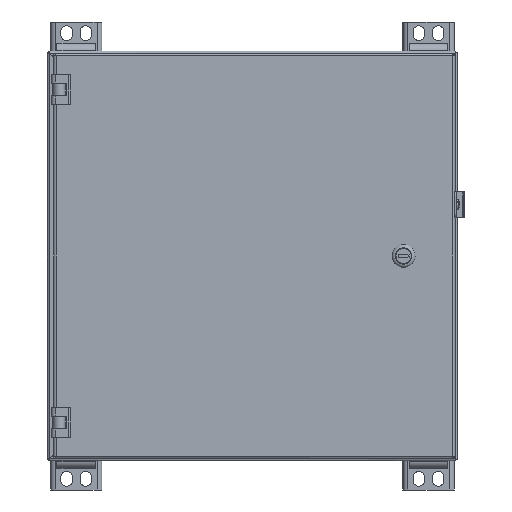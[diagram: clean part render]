
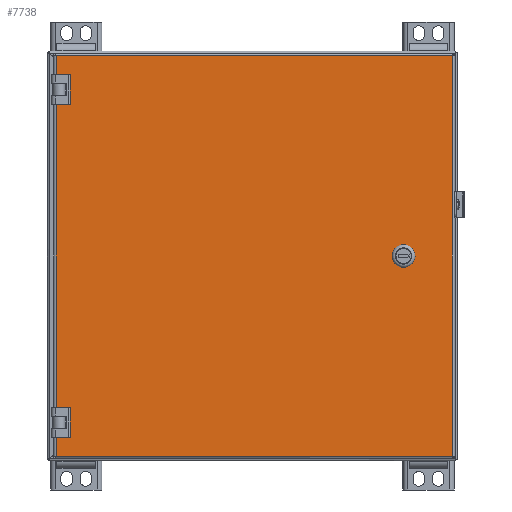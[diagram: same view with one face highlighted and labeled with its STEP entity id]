
A CAD part, front view. The second image highlights one B-rep face of the part: STEP entity #7738.
In plain terms, the highlighted planar face has unit normal (0, -1, 0).
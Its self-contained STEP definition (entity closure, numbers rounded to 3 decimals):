
#7738 = ADVANCED_FACE( '', ( #15682, #15683 ), #15684, .T. );
#15682 = FACE_BOUND( '', #48356, .T. );
#15683 = FACE_OUTER_BOUND( '', #48357, .T. );
#15684 = PLANE( '', #48358 );
#48356 = EDGE_LOOP( '', ( #77932, #77933, #77934, #77935 ) );
#48357 = EDGE_LOOP( '', ( #77936, #77937, #77938, #77939, #77940, #77941, #77942, #77943, #77944, #77945, #77946, #77947 ) );
#48358 = AXIS2_PLACEMENT_3D( '', #77948, #77949, #77950 );
#77932 = ORIENTED_EDGE( '', *, *, #87701, .F. );
#77933 = ORIENTED_EDGE( '', *, *, #87879, .F. );
#77934 = ORIENTED_EDGE( '', *, *, #85944, .F. );
#77935 = ORIENTED_EDGE( '', *, *, #87516, .F. );
#77936 = ORIENTED_EDGE( '', *, *, #82503, .F. );
#77937 = ORIENTED_EDGE( '', *, *, #89399, .F. );
#77938 = ORIENTED_EDGE( '', *, *, #83152, .F. );
#77939 = ORIENTED_EDGE( '', *, *, #85967, .F. );
#77940 = ORIENTED_EDGE( '', *, *, #88657, .F. );
#77941 = ORIENTED_EDGE( '', *, *, #82211, .F. );
#77942 = ORIENTED_EDGE( '', *, *, #87661, .F. );
#77943 = ORIENTED_EDGE( '', *, *, #88728, .T. );
#77944 = ORIENTED_EDGE( '', *, *, #85366, .F. );
#77945 = ORIENTED_EDGE( '', *, *, #87350, .F. );
#77946 = ORIENTED_EDGE( '', *, *, #84318, .F. );
#77947 = ORIENTED_EDGE( '', *, *, #89371, .F. );
#77948 = CARTESIAN_POINT( '', ( 0., 0., 0. ) );
#77949 = DIRECTION( '', ( 0., -1., 0. ) );
#77950 = DIRECTION( '', ( 0., 0., -1. ) );
#82211 = EDGE_CURVE( '', #90632, #90634, #90635, .T. );
#82503 = EDGE_CURVE( '', #91151, #91153, #91154, .T. );
#83152 = EDGE_CURVE( '', #92274, #92276, #92277, .T. );
#84318 = EDGE_CURVE( '', #94289, #94291, #94292, .T. );
#85366 = EDGE_CURVE( '', #95966, #95968, #95969, .T. );
#85944 = EDGE_CURVE( '', #96832, #96834, #96835, .T. );
#85967 = EDGE_CURVE( '', #96867, #92274, #96869, .T. );
#87350 = EDGE_CURVE( '', #94291, #95966, #98786, .T. );
#87516 = EDGE_CURVE( '', #99002, #96832, #99004, .T. );
#87661 = EDGE_CURVE( '', #96269, #90632, #99194, .T. );
#87701 = EDGE_CURVE( '', #99245, #99002, #99247, .T. );
#87879 = EDGE_CURVE( '', #96834, #99245, #99475, .T. );
#88657 = EDGE_CURVE( '', #90634, #96867, #100426, .T. );
#88728 = EDGE_CURVE( '', #96269, #95968, #100510, .T. );
#89371 = EDGE_CURVE( '', #91153, #94289, #101224, .T. );
#89399 = EDGE_CURVE( '', #92276, #91151, #101255, .T. );
#90632 = VERTEX_POINT( '', #103620 );
#90634 = VERTEX_POINT( '', #103631 );
#90635 = LINE( '', #103632, #103633 );
#91151 = VERTEX_POINT( '', #104820 );
#91153 = VERTEX_POINT( '', #104822 );
#91154 = LINE( '', #104823, #104824 );
#92274 = VERTEX_POINT( '', #107812 );
#92276 = VERTEX_POINT( '', #107815 );
#92277 = LINE( '', #107816, #107817 );
#94289 = VERTEX_POINT( '', #113886 );
#94291 = VERTEX_POINT( '', #113889 );
#94292 = LINE( '', #113890, #113891 );
#95966 = VERTEX_POINT( '', #118860 );
#95968 = VERTEX_POINT( '', #118862 );
#95969 = LINE( '', #118863, #118864 );
#96269 = VERTEX_POINT( '', #119465 );
#96832 = VERTEX_POINT( '', #120763 );
#96834 = VERTEX_POINT( '', #120766 );
#96835 = CIRCLE( '', #120767, 9.716 );
#96867 = VERTEX_POINT( '', #120883 );
#96869 = LINE( '', #120885, #120886 );
#98786 = LINE( '', #125382, #125383 );
#99002 = VERTEX_POINT( '', #125827 );
#99004 = LINE( '', #125830, #125831 );
#99194 = LINE( '', #126242, #126243 );
#99245 = VERTEX_POINT( '', #126357 );
#99247 = CIRCLE( '', #126360, 9.716 );
#99475 = LINE( '', #126883, #126884 );
#100426 = LINE( '', #129346, #129347 );
#100510 = LINE( '', #129524, #129525 );
#101224 = LINE( '', #131245, #131246 );
#101255 = LINE( '', #131344, #131345 );
#103620 = CARTESIAN_POINT( '', ( 196.498, 0., -198.482 ) );
#103631 = CARTESIAN_POINT( '', ( -196.498, 0., -198.482 ) );
#103632 = CARTESIAN_POINT( '', ( 196.498, 0., -198.482 ) );
#103633 = VECTOR( '', #132480, 1000. );
#104820 = CARTESIAN_POINT( '', ( -196.498, 0., -154.788 ) );
#104822 = CARTESIAN_POINT( '', ( -196.498, 0., 154.788 ) );
#104823 = CARTESIAN_POINT( '', ( -196.498, 0., -198.482 ) );
#104824 = VECTOR( '', #132661, 1000. );
#107812 = CARTESIAN_POINT( '', ( -184.331, 0., -175.412 ) );
#107815 = CARTESIAN_POINT( '', ( -184.331, 0., -154.788 ) );
#107816 = CARTESIAN_POINT( '', ( -184.331, 0., 0. ) );
#107817 = VECTOR( '', #133093, 1000. );
#113886 = CARTESIAN_POINT( '', ( -184.331, 0., 154.788 ) );
#113889 = CARTESIAN_POINT( '', ( -184.331, 0., 175.412 ) );
#113890 = CARTESIAN_POINT( '', ( -184.331, 0., 330.2 ) );
#113891 = VECTOR( '', #133678, 1000. );
#118860 = CARTESIAN_POINT( '', ( -196.498, 0., 175.412 ) );
#118862 = CARTESIAN_POINT( '', ( -196.498, 0., 198.482 ) );
#118863 = CARTESIAN_POINT( '', ( -196.498, 0., -198.482 ) );
#118864 = VECTOR( '', #134283, 1000. );
#119465 = CARTESIAN_POINT( '', ( 196.498, 0., 198.482 ) );
#120763 = CARTESIAN_POINT( '', ( 139.906, 0., -5.322 ) );
#120766 = CARTESIAN_POINT( '', ( 156.162, 0., -5.322 ) );
#120767 = AXIS2_PLACEMENT_3D( '', #134752, #134753, #134754 );
#120883 = CARTESIAN_POINT( '', ( -196.498, 0., -175.412 ) );
#120885 = CARTESIAN_POINT( '', ( 0., 0., -175.412 ) );
#120886 = VECTOR( '', #134766, 1000. );
#125382 = CARTESIAN_POINT( '', ( 0., 0., 175.412 ) );
#125383 = VECTOR( '', #135802, 1000. );
#125827 = CARTESIAN_POINT( '', ( 139.906, 0., 5.322 ) );
#125830 = CARTESIAN_POINT( '', ( 139.906, 0., 5.322 ) );
#125831 = VECTOR( '', #135902, 1000. );
#126242 = CARTESIAN_POINT( '', ( 196.498, 0., 198.482 ) );
#126243 = VECTOR( '', #136007, 1000. );
#126357 = CARTESIAN_POINT( '', ( 156.162, 0., 5.322 ) );
#126360 = AXIS2_PLACEMENT_3D( '', #136039, #136040, #136041 );
#126883 = CARTESIAN_POINT( '', ( 156.162, 0., 5.322 ) );
#126884 = VECTOR( '', #136170, 1000. );
#129346 = CARTESIAN_POINT( '', ( -196.498, 0., -198.482 ) );
#129347 = VECTOR( '', #136616, 1000. );
#129524 = CARTESIAN_POINT( '', ( -196.498, 0., 198.482 ) );
#129525 = VECTOR( '', #136651, 1000. );
#131245 = CARTESIAN_POINT( '', ( 0., 0., 154.788 ) );
#131246 = VECTOR( '', #136931, 1000. );
#131344 = CARTESIAN_POINT( '', ( 0., 0., -154.788 ) );
#131345 = VECTOR( '', #136945, 1000. );
#132480 = DIRECTION( '', ( -1., 0., 0. ) );
#132661 = DIRECTION( '', ( 0., 0., 1. ) );
#133093 = DIRECTION( '', ( 0., 0., 1. ) );
#133678 = DIRECTION( '', ( 0., 0., 1. ) );
#134283 = DIRECTION( '', ( 0., 0., 1. ) );
#134752 = CARTESIAN_POINT( '', ( 148.034, 0., 0. ) );
#134753 = DIRECTION( '', ( 0., -1., 0. ) );
#134754 = DIRECTION( '', ( 1., 0., 0. ) );
#134766 = DIRECTION( '', ( 1., 0., 0. ) );
#135802 = DIRECTION( '', ( -1., 0., 0. ) );
#135902 = DIRECTION( '', ( 0., 0., -1. ) );
#136007 = DIRECTION( '', ( 0., 0., -1. ) );
#136039 = CARTESIAN_POINT( '', ( 148.034, 0., 0. ) );
#136040 = DIRECTION( '', ( 0., -1., 0. ) );
#136041 = DIRECTION( '', ( 1., 0., 0. ) );
#136170 = DIRECTION( '', ( 0., 0., 1. ) );
#136616 = DIRECTION( '', ( 0., 0., 1. ) );
#136651 = DIRECTION( '', ( -1., 0., 0. ) );
#136931 = DIRECTION( '', ( 1., 0., 0. ) );
#136945 = DIRECTION( '', ( -1., 0., 0. ) );
